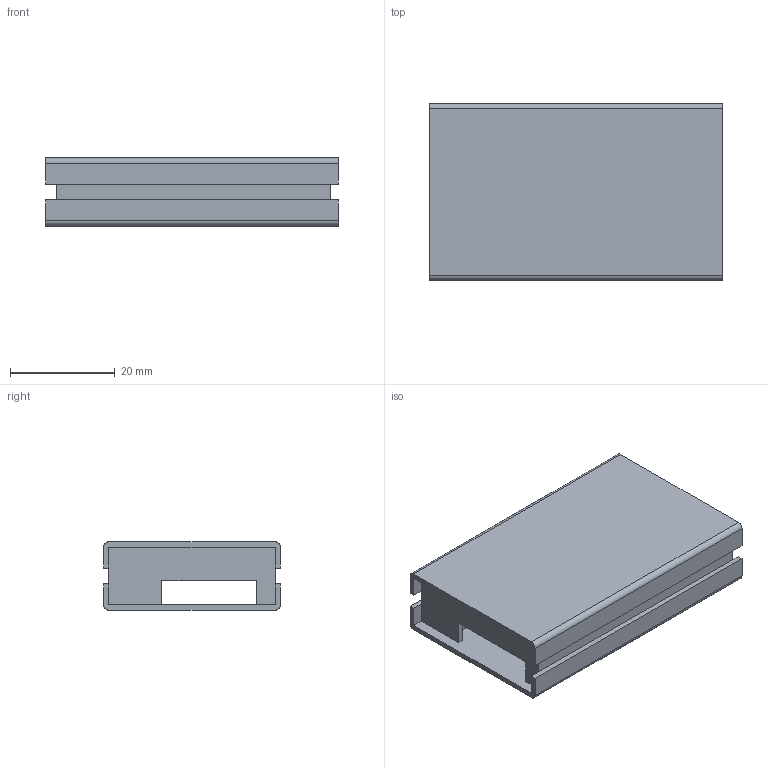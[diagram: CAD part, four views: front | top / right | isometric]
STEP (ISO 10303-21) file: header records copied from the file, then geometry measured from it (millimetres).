
FILE_DESCRIPTION(/* description */ ('Unknown'),/* implementation_level */ '2;1');
FILE_NAME(/* name */ 'CASE',/* time_stamp */ '2018-08-09T20:11:08+02:00',/* author */ ('Unknown'),/* organization */ ('Unknown'),/* preprocessor_version */ 'ST-DEVELOPER v16.7',/* originating_system */ 'DEX',/* authorisation */ $);
FILE_SCHEMA (('AUTOMOTIVE_DESIGN {1 0 10303 214 3 1 1}'));
Length unit declared in the file: millimetre
Products named in the file (1): CASE
Bounding box: 55.8 x 33.7 x 13 mm (x, y, z)
Volume: 7549.1 mm3; surface area: 11539.2 mm2
Topology: 1 solids, 1 shells, 48 faces, 136 edges, 88 vertices
Faces by surface type: plane 44, cylinder 4
Entity records: 1558 total; most frequent: CARTESIAN_POINT 273, ORIENTED_EDGE 272, DIRECTION 242, EDGE_CURVE 136, LINE 128, VECTOR 128, VERTEX_POINT 88, AXIS2_PLACEMENT_3D 57
